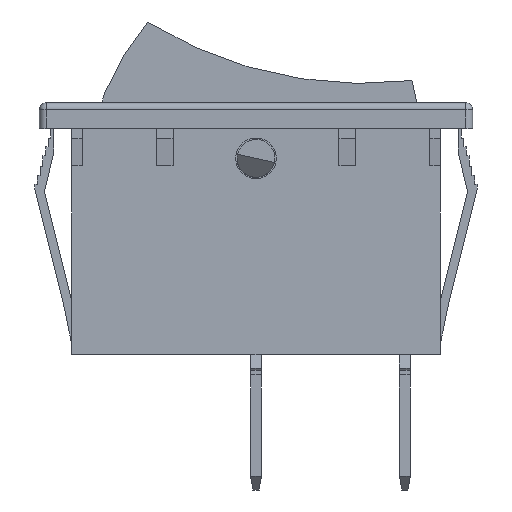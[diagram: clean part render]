
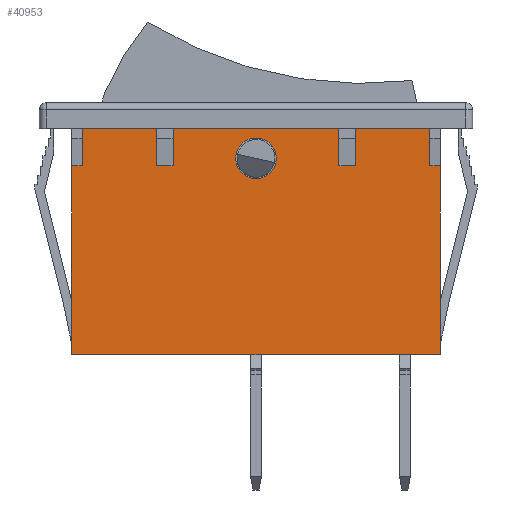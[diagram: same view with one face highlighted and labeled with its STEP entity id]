
A CAD part, front view. The second image highlights one B-rep face of the part: STEP entity #40953.
In plain terms, the highlighted planar face has unit normal (0, -1, 0).
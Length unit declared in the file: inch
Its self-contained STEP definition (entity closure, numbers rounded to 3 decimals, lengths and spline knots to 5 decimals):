
#38923=CARTESIAN_POINT('',(0.05906,-0.20472,0.57087));
#38924=VERTEX_POINT('',#38923);
#38925=CARTESIAN_POINT('',(0.0,-0.20472,0.57087));
#38926=DIRECTION('',(0.0,1.0,0.0));
#38927=DIRECTION('',(-1.0,0.0,0.0));
#38928=AXIS2_PLACEMENT_3D('',#38925,#38926,#38927);
#38929=CIRCLE('',#38928,0.05906);
#38930=EDGE_CURVE('',#38924,#38924,#38929,.T.);
#40270=CARTESIAN_POINT('',(-0.50591,-0.20472,0.65748));
#40271=VERTEX_POINT('',#40270);
#40278=CARTESIAN_POINT('',(-0.29035,-0.20472,0.65748));
#40279=VERTEX_POINT('',#40278);
#40280=CARTESIAN_POINT('',(-0.29035,-0.20472,0.65748));
#40281=DIRECTION('',(-1.0,0.0,0.0));
#40282=VECTOR('',#40281,0.21555);
#40283=LINE('',#40280,#40282);
#40284=EDGE_CURVE('',#40279,#40271,#40283,.T.);
#40302=CARTESIAN_POINT('',(-0.24114,-0.20472,0.65748));
#40303=VERTEX_POINT('',#40302);
#40310=CARTESIAN_POINT('',(0.24114,-0.20472,0.65748));
#40311=VERTEX_POINT('',#40310);
#40312=CARTESIAN_POINT('',(0.24114,-0.20472,0.65748));
#40313=DIRECTION('',(-1.0,0.0,0.0));
#40314=VECTOR('',#40313,0.48228);
#40315=LINE('',#40312,#40314);
#40316=EDGE_CURVE('',#40311,#40303,#40315,.T.);
#40334=CARTESIAN_POINT('',(0.29035,-0.20472,0.65748));
#40335=VERTEX_POINT('',#40334);
#40342=CARTESIAN_POINT('',(0.50591,-0.20472,0.65748));
#40343=VERTEX_POINT('',#40342);
#40344=CARTESIAN_POINT('',(0.50591,-0.20472,0.65748));
#40345=DIRECTION('',(-1.0,0.0,0.0));
#40346=VECTOR('',#40345,0.21555);
#40347=LINE('',#40344,#40346);
#40348=EDGE_CURVE('',#40343,#40335,#40347,.T.);
#40456=CARTESIAN_POINT('',(-0.53543,-0.20472,0.0));
#40457=VERTEX_POINT('',#40456);
#40464=CARTESIAN_POINT('',(-0.53543,-0.20472,0.54921));
#40465=VERTEX_POINT('',#40464);
#40466=CARTESIAN_POINT('',(-0.53543,-0.20472,0.0));
#40467=DIRECTION('',(0.0,0.0,1.0));
#40468=VECTOR('',#40467,0.54921);
#40469=LINE('',#40466,#40468);
#40470=EDGE_CURVE('',#40457,#40465,#40469,.T.);
#40550=CARTESIAN_POINT('',(-0.29035,-0.20472,0.54921));
#40551=VERTEX_POINT('',#40550);
#40558=CARTESIAN_POINT('',(-0.24114,-0.20472,0.54921));
#40559=VERTEX_POINT('',#40558);
#40560=CARTESIAN_POINT('',(-0.24114,-0.20472,0.54921));
#40561=DIRECTION('',(-1.0,0.0,0.0));
#40562=VECTOR('',#40561,0.04921);
#40563=LINE('',#40560,#40562);
#40564=EDGE_CURVE('',#40559,#40551,#40563,.T.);
#40588=CARTESIAN_POINT('',(-0.29035,-0.20472,0.54921));
#40589=DIRECTION('',(0.0,0.0,1.0));
#40590=VECTOR('',#40589,0.10827);
#40591=LINE('',#40588,#40590);
#40592=EDGE_CURVE('',#40551,#40279,#40591,.T.);
#40644=CARTESIAN_POINT('',(0.24114,-0.20472,0.54921));
#40645=VERTEX_POINT('',#40644);
#40652=CARTESIAN_POINT('',(0.29035,-0.20472,0.54921));
#40653=VERTEX_POINT('',#40652);
#40654=CARTESIAN_POINT('',(0.29035,-0.20472,0.54921));
#40655=DIRECTION('',(-1.0,0.0,0.0));
#40656=VECTOR('',#40655,0.04921);
#40657=LINE('',#40654,#40656);
#40658=EDGE_CURVE('',#40653,#40645,#40657,.T.);
#40682=CARTESIAN_POINT('',(0.24114,-0.20472,0.54921));
#40683=DIRECTION('',(0.0,0.0,1.0));
#40684=VECTOR('',#40683,0.10827);
#40685=LINE('',#40682,#40684);
#40686=EDGE_CURVE('',#40645,#40311,#40685,.T.);
#40738=CARTESIAN_POINT('',(0.50591,-0.20472,0.54921));
#40739=VERTEX_POINT('',#40738);
#40746=CARTESIAN_POINT('',(0.53543,-0.20472,0.54921));
#40747=VERTEX_POINT('',#40746);
#40748=CARTESIAN_POINT('',(0.53543,-0.20472,0.54921));
#40749=DIRECTION('',(-1.0,0.0,0.0));
#40750=VECTOR('',#40749,0.02953);
#40751=LINE('',#40748,#40750);
#40752=EDGE_CURVE('',#40747,#40739,#40751,.T.);
#40776=CARTESIAN_POINT('',(0.50591,-0.20472,0.54921));
#40777=DIRECTION('',(0.0,0.0,1.0));
#40778=VECTOR('',#40777,0.10827);
#40779=LINE('',#40776,#40778);
#40780=EDGE_CURVE('',#40739,#40343,#40779,.T.);
#40810=CARTESIAN_POINT('',(-0.24114,-0.20472,0.65748));
#40811=DIRECTION('',(0.0,0.0,-1.0));
#40812=VECTOR('',#40811,0.10827);
#40813=LINE('',#40810,#40812);
#40814=EDGE_CURVE('',#40303,#40559,#40813,.T.);
#40845=CARTESIAN_POINT('',(0.29035,-0.20472,0.65748));
#40846=DIRECTION('',(0.0,0.0,-1.0));
#40847=VECTOR('',#40846,0.10827);
#40848=LINE('',#40845,#40847);
#40849=EDGE_CURVE('',#40335,#40653,#40848,.T.);
#40879=CARTESIAN_POINT('',(-0.50591,-0.20472,0.54921));
#40880=VERTEX_POINT('',#40879);
#40887=CARTESIAN_POINT('',(-0.50591,-0.20472,0.65748));
#40888=DIRECTION('',(0.0,0.0,-1.0));
#40889=VECTOR('',#40888,0.10827);
#40890=LINE('',#40887,#40889);
#40891=EDGE_CURVE('',#40271,#40880,#40890,.T.);
#40905=CARTESIAN_POINT('',(-0.50591,-0.20472,0.54921));
#40906=DIRECTION('',(-1.0,0.0,0.0));
#40907=VECTOR('',#40906,0.02953);
#40908=LINE('',#40905,#40907);
#40909=EDGE_CURVE('',#40880,#40465,#40908,.T.);
#40915=CARTESIAN_POINT('',(-0.58898,-0.20472,0.69035));
#40916=DIRECTION('',(0.0,-1.0,0.0));
#40917=DIRECTION('',(0.0,0.0,-1.0));
#40918=AXIS2_PLACEMENT_3D('',#40915,#40916,#40917);
#40919=PLANE('',#40918);
#40920=ORIENTED_EDGE('',*,*,#40814,.T.);
#40921=ORIENTED_EDGE('',*,*,#40564,.T.);
#40922=ORIENTED_EDGE('',*,*,#40592,.T.);
#40923=ORIENTED_EDGE('',*,*,#40284,.T.);
#40924=ORIENTED_EDGE('',*,*,#40891,.T.);
#40925=ORIENTED_EDGE('',*,*,#40909,.T.);
#40926=ORIENTED_EDGE('',*,*,#40470,.F.);
#40927=CARTESIAN_POINT('',(0.53543,-0.20472,0.0));
#40928=VERTEX_POINT('',#40927);
#40929=CARTESIAN_POINT('',(-0.53543,-0.20472,0.0));
#40930=DIRECTION('',(1.0,0.0,0.0));
#40931=VECTOR('',#40930,1.07087);
#40932=LINE('',#40929,#40931);
#40933=EDGE_CURVE('',#40457,#40928,#40932,.T.);
#40934=ORIENTED_EDGE('',*,*,#40933,.T.);
#40935=CARTESIAN_POINT('',(0.53543,-0.20472,0.0));
#40936=DIRECTION('',(0.0,0.0,1.0));
#40937=VECTOR('',#40936,0.54921);
#40938=LINE('',#40935,#40937);
#40939=EDGE_CURVE('',#40928,#40747,#40938,.T.);
#40940=ORIENTED_EDGE('',*,*,#40939,.T.);
#40941=ORIENTED_EDGE('',*,*,#40752,.T.);
#40942=ORIENTED_EDGE('',*,*,#40780,.T.);
#40943=ORIENTED_EDGE('',*,*,#40348,.T.);
#40944=ORIENTED_EDGE('',*,*,#40849,.T.);
#40945=ORIENTED_EDGE('',*,*,#40658,.T.);
#40946=ORIENTED_EDGE('',*,*,#40686,.T.);
#40947=ORIENTED_EDGE('',*,*,#40316,.T.);
#40948=EDGE_LOOP('',(#40920,#40921,#40922,#40923,#40924,#40925,#40926,#40934,#40940,#40941,#40942,#40943,#40944,#40945,#40946,#40947));
#40949=FACE_OUTER_BOUND('',#40948,.T.);
#40950=ORIENTED_EDGE('',*,*,#38930,.T.);
#40951=EDGE_LOOP('',(#40950));
#40952=FACE_BOUND('',#40951,.T.);
#40953=ADVANCED_FACE('',(#40949,#40952),#40919,.T.);
